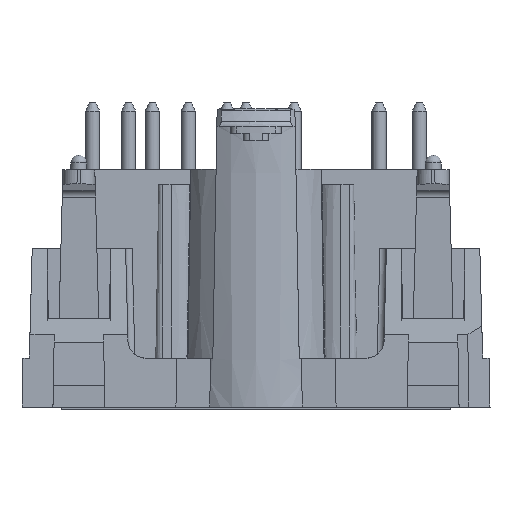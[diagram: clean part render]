
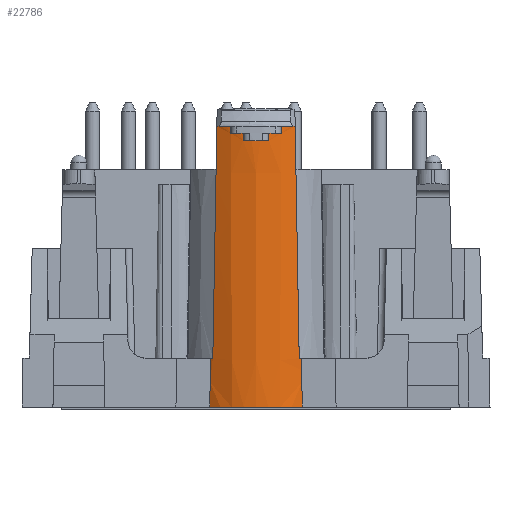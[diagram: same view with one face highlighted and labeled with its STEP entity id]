
A CAD part, left-side view. The second image highlights one B-rep face of the part: STEP entity #22786.
In plain terms, the highlighted conical face has half-angle 0.356 degrees and reference radius 5.5 mm.
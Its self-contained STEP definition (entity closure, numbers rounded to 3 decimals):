
#60=B_SPLINE_CURVE_WITH_KNOTS('',3,(#32308,#32309,#32310,#32311,#32312,
#32313,#32314),.UNSPECIFIED.,.F.,.F.,(4,3,4),(0.002,0.002,
0.002),.UNSPECIFIED.);
#61=B_SPLINE_CURVE_WITH_KNOTS('',3,(#32318,#32319,#32320,#32321,#32322,
#32323,#32324),.UNSPECIFIED.,.F.,.F.,(4,3,4),(0.002,0.002,
0.002),.UNSPECIFIED.);
#62=B_SPLINE_CURVE_WITH_KNOTS('',3,(#32328,#32329,#32330,#32331,#32332,
#32333,#32334),.UNSPECIFIED.,.F.,.F.,(4,3,4),(0.002,0.002,
0.002),.UNSPECIFIED.);
#63=B_SPLINE_CURVE_WITH_KNOTS('',3,(#32338,#32339,#32340,#32341,#32342,
#32343,#32344),.UNSPECIFIED.,.F.,.F.,(4,3,4),(0.002,0.002,
0.002),.UNSPECIFIED.);
#101=CONICAL_SURFACE('',#24000,5.5,0.006);
#171=CIRCLE('',#23530,5.479);
#266=CIRCLE('',#23893,5.5);
#269=CIRCLE('',#23897,5.5);
#286=CIRCLE('',#23920,5.6);
#289=CIRCLE('',#24002,5.597);
#290=CIRCLE('',#24003,5.594);
#291=CIRCLE('',#24004,5.597);
#292=CIRCLE('',#24005,5.6);
#722=ELLIPSE('',#23937,255.779,4.172);
#738=ELLIPSE('',#24001,430.867,7.027);
#739=ELLIPSE('',#24006,430.867,7.027);
#740=ELLIPSE('',#24007,255.779,4.172);
#2868=ORIENTED_EDGE('',*,*,#5815,.F.);
#2869=ORIENTED_EDGE('',*,*,#6451,.F.);
#2870=ORIENTED_EDGE('',*,*,#6391,.T.);
#2871=ORIENTED_EDGE('',*,*,#6559,.F.);
#2872=ORIENTED_EDGE('',*,*,#6428,.T.);
#2873=ORIENTED_EDGE('',*,*,#6560,.T.);
#2874=ORIENTED_EDGE('',*,*,#6561,.T.);
#2875=ORIENTED_EDGE('',*,*,#6562,.T.);
#2876=ORIENTED_EDGE('',*,*,#6563,.T.);
#2877=ORIENTED_EDGE('',*,*,#6564,.T.);
#2878=ORIENTED_EDGE('',*,*,#6565,.T.);
#2879=ORIENTED_EDGE('',*,*,#6566,.T.);
#2880=ORIENTED_EDGE('',*,*,#6567,.T.);
#2881=ORIENTED_EDGE('',*,*,#6568,.F.);
#2882=ORIENTED_EDGE('',*,*,#6396,.T.);
#2883=ORIENTED_EDGE('',*,*,#6569,.T.);
#5815=EDGE_CURVE('',#8015,#8016,#171,.F.);
#6391=EDGE_CURVE('',#8402,#8403,#266,.T.);
#6396=EDGE_CURVE('',#8404,#8408,#269,.T.);
#6428=EDGE_CURVE('',#8439,#8438,#286,.T.);
#6451=EDGE_CURVE('',#8402,#8015,#722,.T.);
#6559=EDGE_CURVE('',#8439,#8403,#738,.F.);
#6560=EDGE_CURVE('',#8438,#8510,#60,.T.);
#6561=EDGE_CURVE('',#8510,#8511,#289,.T.);
#6562=EDGE_CURVE('',#8511,#8512,#61,.T.);
#6563=EDGE_CURVE('',#8512,#8513,#290,.T.);
#6564=EDGE_CURVE('',#8513,#8514,#62,.T.);
#6565=EDGE_CURVE('',#8514,#8515,#291,.T.);
#6566=EDGE_CURVE('',#8515,#8516,#63,.T.);
#6567=EDGE_CURVE('',#8516,#8517,#292,.T.);
#6568=EDGE_CURVE('',#8404,#8517,#739,.F.);
#6569=EDGE_CURVE('',#8408,#8016,#740,.F.);
#8015=VERTEX_POINT('',#30524);
#8016=VERTEX_POINT('',#30526);
#8402=VERTEX_POINT('',#31930);
#8403=VERTEX_POINT('',#31936);
#8404=VERTEX_POINT('',#31943);
#8408=VERTEX_POINT('',#31950);
#8438=VERTEX_POINT('',#32015);
#8439=VERTEX_POINT('',#32017);
#8510=VERTEX_POINT('',#32315);
#8511=VERTEX_POINT('',#32317);
#8512=VERTEX_POINT('',#32325);
#8513=VERTEX_POINT('',#32327);
#8514=VERTEX_POINT('',#32335);
#8515=VERTEX_POINT('',#32337);
#8516=VERTEX_POINT('',#32345);
#8517=VERTEX_POINT('',#32347);
#13000=EDGE_LOOP('',(#2868,#2869,#2870,#2871,#2872,#2873,#2874,#2875,#2876,
#2877,#2878,#2879,#2880,#2881,#2882,#2883));
#14226=FACE_BOUND('',#13000,.T.);
#22786=ADVANCED_FACE('',(#14226),#101,.T.);
#23530=AXIS2_PLACEMENT_3D('',#30525,#25541,#25542);
#23893=AXIS2_PLACEMENT_3D('',#31937,#26637,#26638);
#23897=AXIS2_PLACEMENT_3D('',#31951,#26646,#26647);
#23920=AXIS2_PLACEMENT_3D('',#32016,#26704,#26705);
#23937=AXIS2_PLACEMENT_3D('',#32063,#26749,#26750);
#24000=AXIS2_PLACEMENT_3D('',#32306,#26965,#26966);
#24001=AXIS2_PLACEMENT_3D('',#32307,#26967,#26968);
#24002=AXIS2_PLACEMENT_3D('',#32316,#26969,#26970);
#24003=AXIS2_PLACEMENT_3D('',#32326,#26971,#26972);
#24004=AXIS2_PLACEMENT_3D('',#32336,#26973,#26974);
#24005=AXIS2_PLACEMENT_3D('',#32346,#26975,#26976);
#24006=AXIS2_PLACEMENT_3D('',#32348,#26977,#26978);
#24007=AXIS2_PLACEMENT_3D('',#32349,#26979,#26980);
#25541=DIRECTION('',(0.,0.,1.));
#25542=DIRECTION('',(1.,0.,0.));
#26637=DIRECTION('',(0.,0.,-1.));
#26638=DIRECTION('',(-1.,0.,0.));
#26646=DIRECTION('',(0.,0.,-1.));
#26647=DIRECTION('',(-1.,0.,0.));
#26704=DIRECTION('',(0.,0.,-1.));
#26705=DIRECTION('',(-1.,0.,0.));
#26749=DIRECTION('',(1.,0.,0.017));
#26750=DIRECTION('',(-0.017,0.,1.));
#26965=DIRECTION('',(0.,0.,1.));
#26966=DIRECTION('',(-1.,0.,0.));
#26967=DIRECTION('',(0.,1.,-0.017));
#26968=DIRECTION('',(0.,0.017,1.));
#26969=DIRECTION('',(0.,0.,-1.));
#26970=DIRECTION('',(-1.,0.,0.));
#26971=DIRECTION('',(0.,0.,-1.));
#26972=DIRECTION('',(-1.,0.,0.));
#26973=DIRECTION('',(0.,0.,-1.));
#26974=DIRECTION('',(-1.,0.,0.));
#26975=DIRECTION('',(0.,0.,-1.));
#26976=DIRECTION('',(-1.,0.,0.));
#26977=DIRECTION('',(0.,-1.,-0.017));
#26978=DIRECTION('',(0.,-0.017,1.));
#26979=DIRECTION('',(1.,0.,0.017));
#26980=DIRECTION('',(-0.017,0.,1.));
#30524=CARTESIAN_POINT('',(-31.941,-3.209,-0.15));
#30525=CARTESIAN_POINT('',(-27.5,0.,-0.15));
#30526=CARTESIAN_POINT('',(-31.941,3.209,-0.15));
#31930=CARTESIAN_POINT('',(-32.,-3.162,3.25));
#31936=CARTESIAN_POINT('',(-32.11,-3.,3.25));
#31937=CARTESIAN_POINT('',(-27.5,0.,3.25));
#31943=CARTESIAN_POINT('',(-32.11,3.,3.25));
#31950=CARTESIAN_POINT('',(-32.,3.162,3.25));
#31951=CARTESIAN_POINT('',(-27.5,0.,3.25));
#32015=CARTESIAN_POINT('',(-32.82,-1.75,19.35));
#32016=CARTESIAN_POINT('',(-27.5,0.,19.35));
#32017=CARTESIAN_POINT('',(-32.396,-2.719,19.35));
#32063=CARTESIAN_POINT('',(-29.088,0.,-163.553));
#32306=CARTESIAN_POINT('',(-27.5,0.,3.25));
#32307=CARTESIAN_POINT('',(-27.5,2.676,328.415));
#32308=CARTESIAN_POINT('',(-32.82,-1.75,19.35));
#32309=CARTESIAN_POINT('',(-32.819,-1.75,19.233));
#32310=CARTESIAN_POINT('',(-32.818,-1.75,19.117));
#32311=CARTESIAN_POINT('',(-32.817,-1.75,19.));
#32312=CARTESIAN_POINT('',(-32.817,-1.75,18.95));
#32313=CARTESIAN_POINT('',(-32.817,-1.75,18.9));
#32314=CARTESIAN_POINT('',(-32.816,-1.75,18.85));
#32315=CARTESIAN_POINT('',(-32.816,-1.75,18.85));
#32316=CARTESIAN_POINT('',(-27.5,0.,18.85));
#32317=CARTESIAN_POINT('',(-33.024,-0.9,18.85));
#32318=CARTESIAN_POINT('',(-33.024,-0.9,18.85));
#32319=CARTESIAN_POINT('',(-33.023,-0.9,18.725));
#32320=CARTESIAN_POINT('',(-33.022,-0.9,18.6));
#32321=CARTESIAN_POINT('',(-33.022,-0.9,18.475));
#32322=CARTESIAN_POINT('',(-33.021,-0.9,18.433));
#32323=CARTESIAN_POINT('',(-33.021,-0.9,18.392));
#32324=CARTESIAN_POINT('',(-33.021,-0.9,18.35));
#32325=CARTESIAN_POINT('',(-33.021,-0.9,18.35));
#32326=CARTESIAN_POINT('',(-27.5,0.,18.35));
#32327=CARTESIAN_POINT('',(-33.021,0.9,18.35));
#32328=CARTESIAN_POINT('',(-33.021,0.9,18.35));
#32329=CARTESIAN_POINT('',(-33.021,0.9,18.392));
#32330=CARTESIAN_POINT('',(-33.021,0.9,18.433));
#32331=CARTESIAN_POINT('',(-33.022,0.9,18.475));
#32332=CARTESIAN_POINT('',(-33.022,0.9,18.6));
#32333=CARTESIAN_POINT('',(-33.023,0.9,18.725));
#32334=CARTESIAN_POINT('',(-33.024,0.9,18.85));
#32335=CARTESIAN_POINT('',(-33.024,0.9,18.85));
#32336=CARTESIAN_POINT('',(-27.5,0.,18.85));
#32337=CARTESIAN_POINT('',(-32.816,1.75,18.85));
#32338=CARTESIAN_POINT('',(-32.816,1.75,18.85));
#32339=CARTESIAN_POINT('',(-32.817,1.75,18.9));
#32340=CARTESIAN_POINT('',(-32.817,1.75,18.95));
#32341=CARTESIAN_POINT('',(-32.817,1.75,19.));
#32342=CARTESIAN_POINT('',(-32.818,1.75,19.117));
#32343=CARTESIAN_POINT('',(-32.819,1.75,19.233));
#32344=CARTESIAN_POINT('',(-32.82,1.75,19.35));
#32345=CARTESIAN_POINT('',(-32.82,1.75,19.35));
#32346=CARTESIAN_POINT('',(-27.5,0.,19.35));
#32347=CARTESIAN_POINT('',(-32.396,2.719,19.35));
#32348=CARTESIAN_POINT('',(-27.5,-2.676,328.415));
#32349=CARTESIAN_POINT('',(-29.088,0.,-163.553));
